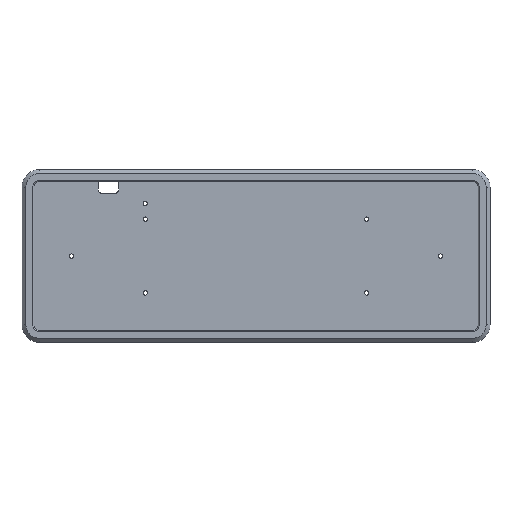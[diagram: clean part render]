
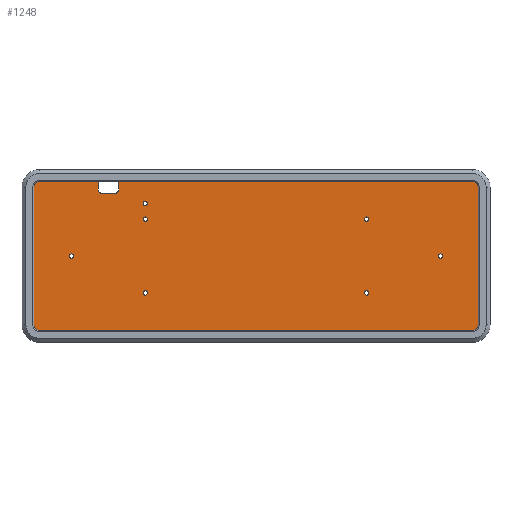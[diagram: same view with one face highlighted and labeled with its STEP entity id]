
A CAD part, top view. The second image highlights one B-rep face of the part: STEP entity #1248.
In plain terms, the highlighted planar face has unit normal (0, 0, 1).
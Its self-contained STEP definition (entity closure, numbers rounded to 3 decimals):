
#23=FACE_BOUND('',#229,.T.);
#24=FACE_BOUND('',#230,.T.);
#25=FACE_BOUND('',#231,.T.);
#26=FACE_BOUND('',#232,.T.);
#27=FACE_BOUND('',#233,.T.);
#28=FACE_BOUND('',#234,.T.);
#29=FACE_BOUND('',#235,.T.);
#61=PLANE('',#1389);
#150=FACE_OUTER_BOUND('',#228,.T.);
#228=EDGE_LOOP('',(#1138,#1139,#1140,#1141,#1142,#1143,#1144,#1145,#1146,
#1147,#1148,#1149,#1150,#1151,#1152));
#229=EDGE_LOOP('',(#1153));
#230=EDGE_LOOP('',(#1154));
#231=EDGE_LOOP('',(#1155));
#232=EDGE_LOOP('',(#1156));
#233=EDGE_LOOP('',(#1157));
#234=EDGE_LOOP('',(#1158));
#235=EDGE_LOOP('',(#1159));
#263=LINE('',#1877,#381);
#272=LINE('',#1898,#390);
#331=LINE('',#2064,#449);
#335=LINE('',#2073,#453);
#338=LINE('',#2077,#456);
#342=LINE('',#2088,#460);
#347=LINE('',#2095,#465);
#349=LINE('',#2100,#467);
#352=LINE('',#2108,#470);
#381=VECTOR('',#1513,10.);
#390=VECTOR('',#1530,10.);
#449=VECTOR('',#1701,10.);
#453=VECTOR('',#1711,10.);
#456=VECTOR('',#1714,10.);
#460=VECTOR('',#1726,10.);
#465=VECTOR('',#1735,10.);
#467=VECTOR('',#1741,10.);
#470=VECTOR('',#1750,10.);
#474=CIRCLE('',#1267,1.1);
#477=CIRCLE('',#1272,1.1);
#480=CIRCLE('',#1277,1.1);
#483=CIRCLE('',#1282,1.1);
#486=CIRCLE('',#1287,1.1);
#489=CIRCLE('',#1292,1.1);
#492=CIRCLE('',#1297,1.1);
#497=CIRCLE('',#1307,1.588);
#499=CIRCLE('',#1311,1.588);
#525=CIRCLE('',#1371,3.175);
#526=CIRCLE('',#1374,3.175);
#527=CIRCLE('',#1382,3.175);
#528=CIRCLE('',#1385,3.175);
#531=VERTEX_POINT('',#1772);
#534=VERTEX_POINT('',#1782);
#537=VERTEX_POINT('',#1792);
#540=VERTEX_POINT('',#1802);
#543=VERTEX_POINT('',#1812);
#546=VERTEX_POINT('',#1822);
#549=VERTEX_POINT('',#1832);
#558=VERTEX_POINT('',#1857);
#562=VERTEX_POINT('',#1867);
#563=VERTEX_POINT('',#1868);
#566=VERTEX_POINT('',#1876);
#571=VERTEX_POINT('',#1888);
#572=VERTEX_POINT('',#1889);
#624=VERTEX_POINT('',#2061);
#625=VERTEX_POINT('',#2063);
#626=VERTEX_POINT('',#2067);
#627=VERTEX_POINT('',#2071);
#629=VERTEX_POINT('',#2079);
#631=VERTEX_POINT('',#2087);
#632=VERTEX_POINT('',#2098);
#633=VERTEX_POINT('',#2102);
#634=VERTEX_POINT('',#2106);
#639=EDGE_CURVE('',#531,#531,#474,.T.);
#644=EDGE_CURVE('',#534,#534,#477,.T.);
#649=EDGE_CURVE('',#537,#537,#480,.T.);
#654=EDGE_CURVE('',#540,#540,#483,.T.);
#659=EDGE_CURVE('',#543,#543,#486,.T.);
#664=EDGE_CURVE('',#546,#546,#489,.T.);
#669=EDGE_CURVE('',#549,#549,#492,.T.);
#685=EDGE_CURVE('',#562,#563,#497,.T.);
#689=EDGE_CURVE('',#566,#563,#263,.T.);
#695=EDGE_CURVE('',#571,#572,#499,.T.);
#700=EDGE_CURVE('',#562,#572,#272,.T.);
#783=EDGE_CURVE('',#625,#624,#331,.T.);
#786=EDGE_CURVE('',#624,#626,#525,.T.);
#788=EDGE_CURVE('',#558,#627,#335,.T.);
#791=EDGE_CURVE('',#626,#566,#338,.T.);
#793=EDGE_CURVE('',#627,#629,#526,.T.);
#796=EDGE_CURVE('',#631,#558,#342,.T.);
#801=EDGE_CURVE('',#571,#631,#347,.T.);
#803=EDGE_CURVE('',#629,#632,#349,.T.);
#805=EDGE_CURVE('',#632,#633,#527,.T.);
#807=EDGE_CURVE('',#633,#634,#352,.T.);
#808=EDGE_CURVE('',#634,#625,#528,.T.);
#1138=ORIENTED_EDGE('',*,*,#801,.T.);
#1139=ORIENTED_EDGE('',*,*,#796,.T.);
#1140=ORIENTED_EDGE('',*,*,#788,.T.);
#1141=ORIENTED_EDGE('',*,*,#793,.T.);
#1142=ORIENTED_EDGE('',*,*,#803,.T.);
#1143=ORIENTED_EDGE('',*,*,#805,.T.);
#1144=ORIENTED_EDGE('',*,*,#807,.T.);
#1145=ORIENTED_EDGE('',*,*,#808,.T.);
#1146=ORIENTED_EDGE('',*,*,#783,.T.);
#1147=ORIENTED_EDGE('',*,*,#786,.T.);
#1148=ORIENTED_EDGE('',*,*,#791,.T.);
#1149=ORIENTED_EDGE('',*,*,#689,.T.);
#1150=ORIENTED_EDGE('',*,*,#685,.F.);
#1151=ORIENTED_EDGE('',*,*,#700,.T.);
#1152=ORIENTED_EDGE('',*,*,#695,.F.);
#1153=ORIENTED_EDGE('',*,*,#639,.T.);
#1154=ORIENTED_EDGE('',*,*,#644,.T.);
#1155=ORIENTED_EDGE('',*,*,#649,.T.);
#1156=ORIENTED_EDGE('',*,*,#654,.T.);
#1157=ORIENTED_EDGE('',*,*,#659,.T.);
#1158=ORIENTED_EDGE('',*,*,#664,.T.);
#1159=ORIENTED_EDGE('',*,*,#669,.T.);
#1248=ADVANCED_FACE('',(#150,#23,#24,#25,#26,#27,#28,#29),#61,.T.);
#1267=AXIS2_PLACEMENT_3D('',#1774,#1402,#1403);
#1272=AXIS2_PLACEMENT_3D('',#1784,#1414,#1415);
#1277=AXIS2_PLACEMENT_3D('',#1794,#1426,#1427);
#1282=AXIS2_PLACEMENT_3D('',#1804,#1438,#1439);
#1287=AXIS2_PLACEMENT_3D('',#1814,#1450,#1451);
#1292=AXIS2_PLACEMENT_3D('',#1824,#1462,#1463);
#1297=AXIS2_PLACEMENT_3D('',#1834,#1474,#1475);
#1307=AXIS2_PLACEMENT_3D('',#1869,#1505,#1506);
#1311=AXIS2_PLACEMENT_3D('',#1890,#1521,#1522);
#1371=AXIS2_PLACEMENT_3D('',#2069,#1706,#1707);
#1374=AXIS2_PLACEMENT_3D('',#2081,#1718,#1719);
#1382=AXIS2_PLACEMENT_3D('',#2104,#1745,#1746);
#1385=AXIS2_PLACEMENT_3D('',#2110,#1753,#1754);
#1389=AXIS2_PLACEMENT_3D('',#2115,#1762,#1763);
#1402=DIRECTION('center_axis',(0.,0.,-1.));
#1403=DIRECTION('ref_axis',(-1.,0.,0.));
#1414=DIRECTION('center_axis',(0.,0.,-1.));
#1415=DIRECTION('ref_axis',(-1.,0.,0.));
#1426=DIRECTION('center_axis',(0.,0.,-1.));
#1427=DIRECTION('ref_axis',(-1.,0.,0.));
#1438=DIRECTION('center_axis',(0.,0.,-1.));
#1439=DIRECTION('ref_axis',(-1.,0.,0.));
#1450=DIRECTION('center_axis',(0.,0.,-1.));
#1451=DIRECTION('ref_axis',(-1.,0.,0.));
#1462=DIRECTION('center_axis',(0.,0.,-1.));
#1463=DIRECTION('ref_axis',(-1.,0.,0.));
#1474=DIRECTION('center_axis',(0.,0.,-1.));
#1475=DIRECTION('ref_axis',(-1.,0.,0.));
#1505=DIRECTION('center_axis',(0.,0.,1.));
#1506=DIRECTION('ref_axis',(0.707,-0.707,0.));
#1513=DIRECTION('',(0.,-1.,0.));
#1521=DIRECTION('center_axis',(0.,0.,1.));
#1522=DIRECTION('ref_axis',(-0.707,-0.707,0.));
#1530=DIRECTION('',(-1.,0.,0.));
#1701=DIRECTION('',(0.,1.,0.));
#1706=DIRECTION('center_axis',(0.,0.,1.));
#1707=DIRECTION('ref_axis',(1.,0.,0.));
#1711=DIRECTION('',(-1.,0.,0.));
#1714=DIRECTION('',(-1.,0.,0.));
#1718=DIRECTION('center_axis',(0.,0.,1.));
#1719=DIRECTION('ref_axis',(0.,1.,0.));
#1726=DIRECTION('',(-1.,0.,0.));
#1735=DIRECTION('',(0.,1.,0.));
#1741=DIRECTION('',(0.,-1.,0.));
#1745=DIRECTION('center_axis',(0.,0.,1.));
#1746=DIRECTION('ref_axis',(-1.,0.,0.));
#1750=DIRECTION('',(1.,0.,0.));
#1753=DIRECTION('center_axis',(0.,0.,1.));
#1754=DIRECTION('ref_axis',(0.,-1.,0.));
#1762=DIRECTION('center_axis',(0.,0.,1.));
#1763=DIRECTION('ref_axis',(1.,0.,0.));
#1772=CARTESIAN_POINT('',(-93.9,0.,-6.));
#1774=CARTESIAN_POINT('Origin',(-95.,0.,
-6.));
#1782=CARTESIAN_POINT('',(-55.9,19.,-6.));
#1784=CARTESIAN_POINT('Origin',(-57.,19.,-6.));
#1792=CARTESIAN_POINT('',(58.1,19.,-6.));
#1794=CARTESIAN_POINT('Origin',(57.,19.,-6.));
#1802=CARTESIAN_POINT('',(58.1,-19.,-6.));
#1804=CARTESIAN_POINT('Origin',(57.,-19.,-6.));
#1812=CARTESIAN_POINT('',(96.1,0.,-6.));
#1814=CARTESIAN_POINT('Origin',(95.,0.,-6.));
#1822=CARTESIAN_POINT('',(-55.9,-19.,-6.));
#1824=CARTESIAN_POINT('Origin',(-57.,-19.,-6.));
#1832=CARTESIAN_POINT('',(-55.899,27.001,-6.));
#1834=CARTESIAN_POINT('Origin',(-56.999,27.001,-6.));
#1857=CARTESIAN_POINT('',(-81.25,38.5,-6.));
#1867=CARTESIAN_POINT('',(-72.337,32.401,-6.));
#1868=CARTESIAN_POINT('',(-70.749,33.989,-6.));
#1869=CARTESIAN_POINT('Origin',(-72.337,33.989,-6.));
#1876=CARTESIAN_POINT('',(-70.749,38.5,-6.));
#1877=CARTESIAN_POINT('',(-70.749,25.394,-6.));
#1888=CARTESIAN_POINT('',(-81.249,33.989,-6.));
#1889=CARTESIAN_POINT('',(-79.662,32.401,-6.));
#1890=CARTESIAN_POINT('Origin',(-79.662,33.989,-6.));
#1898=CARTESIAN_POINT('',(-35.375,32.401,-6.));
#2061=CARTESIAN_POINT('',(114.5,35.325,-6.));
#2063=CARTESIAN_POINT('',(114.5,-35.325,-6.));
#2064=CARTESIAN_POINT('',(114.5,17.663,-6.));
#2067=CARTESIAN_POINT('',(111.325,38.5,-6.));
#2069=CARTESIAN_POINT('Origin',(111.325,35.325,-6.));
#2071=CARTESIAN_POINT('',(-111.325,38.5,-6.));
#2073=CARTESIAN_POINT('',(-55.663,38.5,-6.));
#2077=CARTESIAN_POINT('',(-55.663,38.5,-6.));
#2079=CARTESIAN_POINT('',(-114.5,35.325,-6.));
#2081=CARTESIAN_POINT('Origin',(-111.325,35.325,-6.));
#2087=CARTESIAN_POINT('',(-81.249,38.5,-6.));
#2088=CARTESIAN_POINT('',(-55.663,38.5,-6.));
#2095=CARTESIAN_POINT('',(-81.249,16.201,-6.));
#2098=CARTESIAN_POINT('',(-114.5,-35.325,-6.));
#2100=CARTESIAN_POINT('',(-114.5,-17.663,-6.));
#2102=CARTESIAN_POINT('',(-111.325,-38.5,-6.));
#2104=CARTESIAN_POINT('Origin',(-111.325,-35.325,-6.));
#2106=CARTESIAN_POINT('',(111.325,-38.5,-6.));
#2108=CARTESIAN_POINT('',(55.663,-38.5,-6.));
#2110=CARTESIAN_POINT('Origin',(111.325,-35.325,-6.));
#2115=CARTESIAN_POINT('Origin',(0.,0.,-6.));
